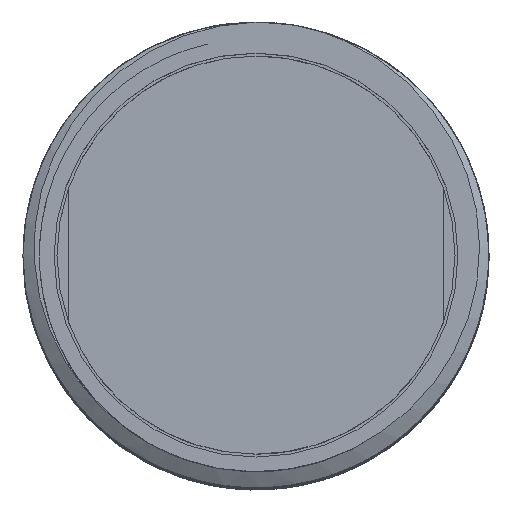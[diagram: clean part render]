
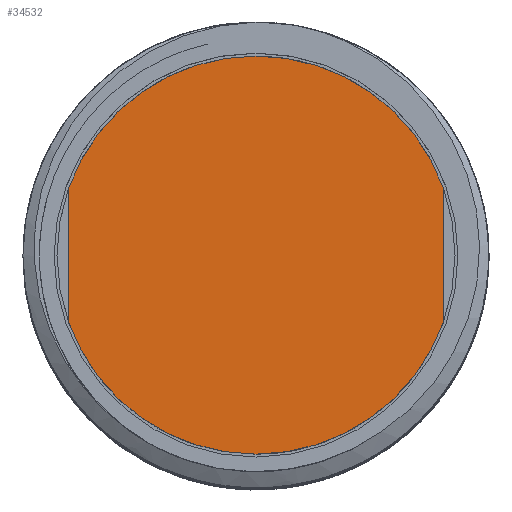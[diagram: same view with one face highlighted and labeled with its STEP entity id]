
A CAD part, top view. The second image highlights one B-rep face of the part: STEP entity #34532.
In plain terms, the highlighted planar face has unit normal (0, 0, 1).
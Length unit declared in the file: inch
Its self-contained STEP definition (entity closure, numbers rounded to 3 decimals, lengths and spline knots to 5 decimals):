
#17530=CARTESIAN_POINT('',(0.,0.,0.));
#17531=DIRECTION('',(0.,0.,1.));
#17532=DIRECTION('',(0.,1.,0.));
#17533=AXIS2_PLACEMENT_3D('',#17530,#17531,#17532);
#17535=CARTESIAN_POINT('',(0.,0.,0.));
#17536=DIRECTION('',(0.,0.,1.));
#17537=DIRECTION('',(-0.942,-0.335,0.));
#17538=AXIS2_PLACEMENT_3D('',#17535,#17536,#17537);
#17582=CARTESIAN_POINT('',(0.,0.,0.));
#17583=DIRECTION('',(0.,0.,-1.));
#17584=DIRECTION('',(0.942,-0.335,0.));
#17585=AXIS2_PLACEMENT_3D('',#17582,#17583,#17584);
#17587=CARTESIAN_POINT('',(0.,0.,0.));
#17588=DIRECTION('',(0.,0.,-1.));
#17589=DIRECTION('',(0.,1.,0.));
#17590=AXIS2_PLACEMENT_3D('',#17587,#17588,#17589);
#17596=DIRECTION('',(0.,-1.,0.));
#17597=VECTOR('',#17596,0.20279);
#17598=CARTESIAN_POINT('',(0.285,0.1014,0.));
#17599=LINE('',#17598,#17597);
#17600=DIRECTION('',(0.,1.,0.));
#17601=VECTOR('',#17600,0.20279);
#17602=CARTESIAN_POINT('',(-0.285,-0.1014,0.));
#17603=LINE('',#17602,#17601);
#18348=CARTESIAN_POINT('',(0.285,0.1014,0.));
#18349=CARTESIAN_POINT('',(0.285,-0.1014,0.));
#18350=VERTEX_POINT('',#18348);
#18351=VERTEX_POINT('',#18349);
#18352=CARTESIAN_POINT('',(-0.285,-0.1014,0.));
#18353=CARTESIAN_POINT('',(-0.285,0.1014,0.));
#18354=VERTEX_POINT('',#18352);
#18355=VERTEX_POINT('',#18353);
#18364=CARTESIAN_POINT('',(0.,0.3025,0.));
#18365=VERTEX_POINT('',#18364);
#18366=CARTESIAN_POINT('',(0.,-0.3025,0.));
#18367=VERTEX_POINT('',#18366);
#34517=CARTESIAN_POINT('',(0.,0.,0.));
#34518=DIRECTION('',(0.,0.,1.));
#34519=DIRECTION('',(0.,-1.,0.));
#34520=AXIS2_PLACEMENT_3D('',#34517,#34518,#34519);
#34521=PLANE('',#34520);
#34523=ORIENTED_EDGE('',*,*,#34522,.T.);
#34524=ORIENTED_EDGE('',*,*,#34503,.T.);
#34525=ORIENTED_EDGE('',*,*,#34485,.F.);
#34527=ORIENTED_EDGE('',*,*,#34526,.T.);
#34528=ORIENTED_EDGE('',*,*,#34477,.F.);
#34529=ORIENTED_EDGE('',*,*,#34511,.T.);
#34530=EDGE_LOOP('',(#34523,#34524,#34525,#34527,#34528,#34529));
#34531=FACE_OUTER_BOUND('',#34530,.F.);
#34532=ADVANCED_FACE('',(#34531),#34521,.T.);
#17534=CIRCLE('',#17533,0.3025);
#17539=CIRCLE('',#17538,0.3025);
#17586=CIRCLE('',#17585,0.3025);
#17591=CIRCLE('',#17590,0.3025);
#34477=EDGE_CURVE('',#18365,#18355,#17534,.T.);
#34485=EDGE_CURVE('',#18354,#18367,#17539,.T.);
#34503=EDGE_CURVE('',#18351,#18367,#17586,.T.);
#34511=EDGE_CURVE('',#18365,#18350,#17591,.T.);
#34522=EDGE_CURVE('',#18350,#18351,#17599,.T.);
#34526=EDGE_CURVE('',#18354,#18355,#17603,.T.);
